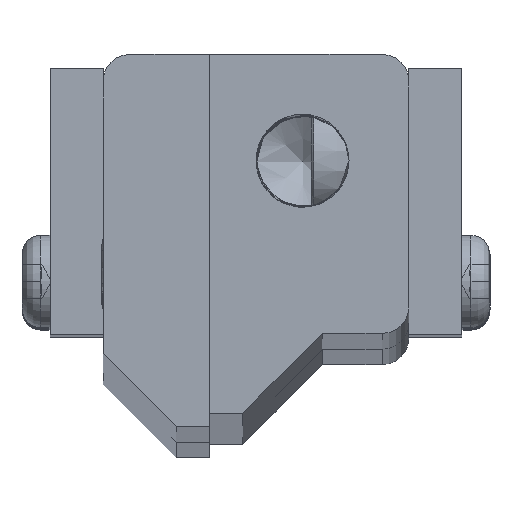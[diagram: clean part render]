
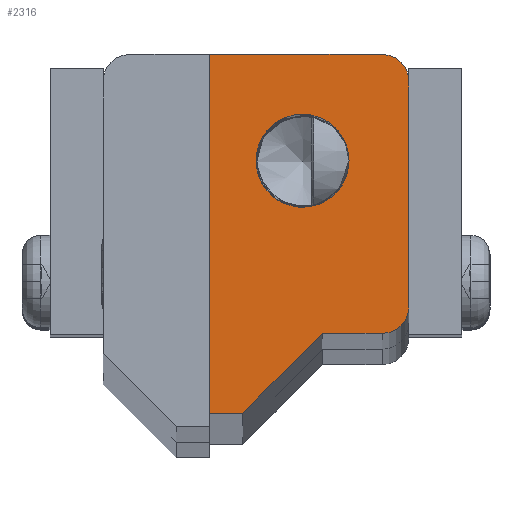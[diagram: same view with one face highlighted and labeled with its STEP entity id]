
A CAD part, top view. The second image highlights one B-rep face of the part: STEP entity #2316.
In plain terms, the highlighted planar face has unit normal (0, 0, 1).
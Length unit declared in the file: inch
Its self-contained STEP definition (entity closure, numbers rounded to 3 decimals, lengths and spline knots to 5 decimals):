
#228=CARTESIAN_POINT('',(0.625,0.8125,42.));
#229=VERTEX_POINT('',#228);
#230=CARTESIAN_POINT('',(0.40625,0.8125,42.));
#231=DIRECTION('',(0.0,0.0,-1.0));
#232=DIRECTION('',(1.0,0.0,0.0));
#233=AXIS2_PLACEMENT_3D('',#230,#231,#232);
#234=CIRCLE('',#233,0.21875);
#235=EDGE_CURVE('',#229,#229,#234,.T.);
#479=CARTESIAN_POINT('',(0.90625,1.1875,42.));
#480=VERTEX_POINT('',#479);
#481=CARTESIAN_POINT('',(0.90625,0.125,42.));
#482=VERTEX_POINT('',#481);
#483=CARTESIAN_POINT('',(0.90625,1.1875,42.));
#484=DIRECTION('',(0.0,-1.0,0.0));
#485=VECTOR('',#484,1.0625);
#486=LINE('',#483,#485);
#487=EDGE_CURVE('',#480,#482,#486,.T.);
#2009=CARTESIAN_POINT('',(0.5,0.,42.));
#2010=VERTEX_POINT('',#2009);
#2011=CARTESIAN_POINT('',(0.125,-0.375,42.));
#2012=VERTEX_POINT('',#2011);
#2013=CARTESIAN_POINT('',(0.5,0.,42.));
#2014=DIRECTION('',(-0.707,-0.707,0.0));
#2015=VECTOR('',#2014,0.53033);
#2016=LINE('',#2013,#2015);
#2017=EDGE_CURVE('',#2010,#2012,#2016,.T.);
#2049=CARTESIAN_POINT('',(-0.03125,-0.375,42.));
#2050=VERTEX_POINT('',#2049);
#2051=CARTESIAN_POINT('',(0.125,-0.375,42.));
#2052=DIRECTION('',(-1.0,0.0,0.0));
#2053=VECTOR('',#2052,0.15625);
#2054=LINE('',#2051,#2053);
#2055=EDGE_CURVE('',#2012,#2050,#2054,.T.);
#2080=CARTESIAN_POINT('',(-0.03125,1.3125,42.));
#2081=VERTEX_POINT('',#2080);
#2082=CARTESIAN_POINT('',(-0.03125,-0.375,42.));
#2083=DIRECTION('',(0.0,1.0,0.0));
#2084=VECTOR('',#2083,1.6875);
#2085=LINE('',#2082,#2084);
#2086=EDGE_CURVE('',#2050,#2081,#2085,.T.);
#2174=CARTESIAN_POINT('',(0.78125,1.3125,42.));
#2175=VERTEX_POINT('',#2174);
#2176=CARTESIAN_POINT('',(-0.03125,1.3125,42.));
#2177=DIRECTION('',(1.0,0.0,0.0));
#2178=VECTOR('',#2177,0.8125);
#2179=LINE('',#2176,#2178);
#2180=EDGE_CURVE('',#2081,#2175,#2179,.T.);
#2205=CARTESIAN_POINT('',(0.78125,1.1875,42.));
#2206=DIRECTION('',(0.0,0.0,-1.0));
#2207=DIRECTION('',(1.0,0.0,0.0));
#2208=AXIS2_PLACEMENT_3D('',#2205,#2206,#2207);
#2209=CIRCLE('',#2208,0.125);
#2210=EDGE_CURVE('',#2175,#480,#2209,.T.);
#2229=CARTESIAN_POINT('',(0.78125,0.,42.));
#2230=VERTEX_POINT('',#2229);
#2231=CARTESIAN_POINT('',(0.78125,0.125,42.));
#2232=DIRECTION('',(0.0,0.0,-1.0));
#2233=DIRECTION('',(0.0,-1.0,0.0));
#2234=AXIS2_PLACEMENT_3D('',#2231,#2232,#2233);
#2235=CIRCLE('',#2234,0.125);
#2236=EDGE_CURVE('',#482,#2230,#2235,.T.);
#2262=CARTESIAN_POINT('',(0.78125,0.,42.));
#2263=DIRECTION('',(-1.0,0.0,0.0));
#2264=VECTOR('',#2263,0.28125);
#2265=LINE('',#2262,#2264);
#2266=EDGE_CURVE('',#2230,#2010,#2265,.T.);
#2298=CARTESIAN_POINT('',(0.38705,0.53917,42.));
#2299=DIRECTION('',(0.0,0.0,1.0));
#2300=DIRECTION('',(1.0,0.0,0.0));
#2301=AXIS2_PLACEMENT_3D('',#2298,#2299,#2300);
#2302=PLANE('',#2301);
#2303=ORIENTED_EDGE('',*,*,#2017,.F.);
#2304=ORIENTED_EDGE('',*,*,#2266,.F.);
#2305=ORIENTED_EDGE('',*,*,#2236,.F.);
#2306=ORIENTED_EDGE('',*,*,#487,.F.);
#2307=ORIENTED_EDGE('',*,*,#2210,.F.);
#2308=ORIENTED_EDGE('',*,*,#2180,.F.);
#2309=ORIENTED_EDGE('',*,*,#2086,.F.);
#2310=ORIENTED_EDGE('',*,*,#2055,.F.);
#2311=EDGE_LOOP('',(#2303,#2304,#2305,#2306,#2307,#2308,#2309,#2310));
#2312=FACE_OUTER_BOUND('',#2311,.T.);
#2313=ORIENTED_EDGE('',*,*,#235,.T.);
#2314=EDGE_LOOP('',(#2313));
#2315=FACE_BOUND('',#2314,.T.);
#2316=ADVANCED_FACE('',(#2312,#2315),#2302,.T.);
